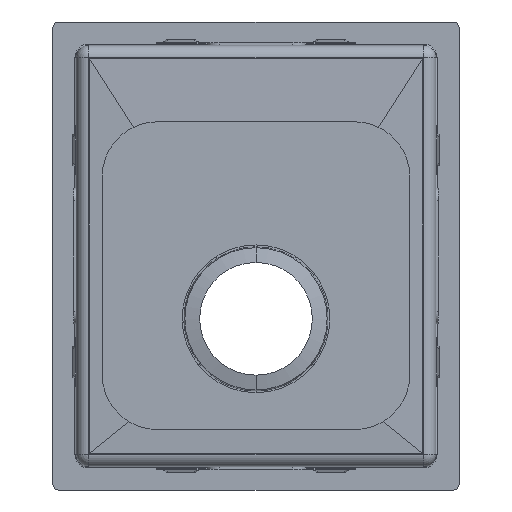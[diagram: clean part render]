
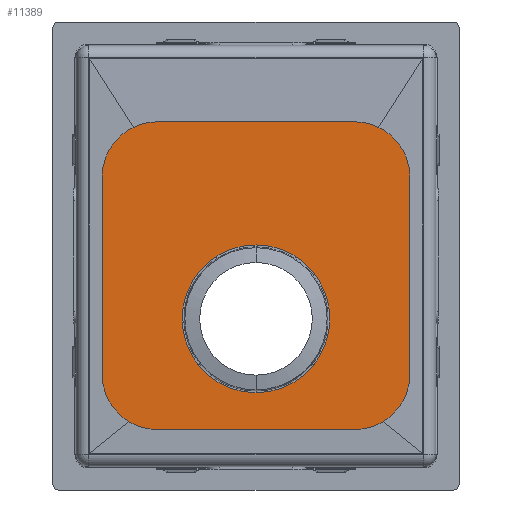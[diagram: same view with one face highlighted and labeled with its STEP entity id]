
A CAD part, front view. The second image highlights one B-rep face of the part: STEP entity #11389.
In plain terms, the highlighted planar face has unit normal (0, -1, 0).
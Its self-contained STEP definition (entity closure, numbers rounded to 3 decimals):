
#506 = EDGE_LOOP ( 'NONE', ( #3087, #6248 ) ) ;
#644 = DIRECTION ( 'NONE',  ( 0., 1., 0. ) ) ;
#788 = DIRECTION ( 'NONE',  ( 0., 1., 0. ) ) ;
#860 = VERTEX_POINT ( 'NONE', #1377 ) ;
#1069 = DIRECTION ( 'NONE',  ( -1., 0., 0. ) ) ;
#1158 = DIRECTION ( 'NONE',  ( -1., 0., 0. ) ) ;
#1377 = CARTESIAN_POINT ( 'NONE',  ( -125., -3.712, -45. ) ) ;
#1451 = EDGE_CURVE ( 'NONE', #10062, #10919, #6109, .T. ) ;
#1541 = CARTESIAN_POINT ( 'NONE',  ( 125., -3.712, 115. ) ) ;
#1573 = AXIS2_PLACEMENT_3D ( 'NONE', #5934, #788, #2981 ) ;
#1741 = CARTESIAN_POINT ( 'NONE',  ( -80., -3.712, 160. ) ) ;
#1930 = ORIENTED_EDGE ( 'NONE', *, *, #2568, .F. ) ;
#2136 = CARTESIAN_POINT ( 'NONE',  ( -125., -3.712, 115. ) ) ;
#2334 = CARTESIAN_POINT ( 'NONE',  ( 125., -3.712, 115. ) ) ;
#2568 = EDGE_CURVE ( 'NONE', #4305, #4196, #8354, .T. ) ;
#2981 = DIRECTION ( 'NONE',  ( 1., 0., 0. ) ) ;
#3087 = ORIENTED_EDGE ( 'NONE', *, *, #4374, .T. ) ;
#3147 = CIRCLE ( 'NONE', #5113, 45. ) ;
#3258 = VECTOR ( 'NONE', #5180, 1000. ) ;
#3350 = DIRECTION ( 'NONE',  ( -1., 0., 0. ) ) ;
#3586 = CARTESIAN_POINT ( 'NONE',  ( 80., -3.712, 160. ) ) ;
#3599 = DIRECTION ( 'NONE',  ( -1., 0., 0. ) ) ;
#3665 = EDGE_CURVE ( 'NONE', #10919, #4789, #13139, .T. ) ;
#3886 = AXIS2_PLACEMENT_3D ( 'NONE', #6691, #5666, #3599 ) ;
#3982 = FACE_BOUND ( 'NONE', #506, .T. ) ;
#4059 = PLANE ( 'NONE',  #8647 ) ;
#4061 = ORIENTED_EDGE ( 'NONE', *, *, #6213, .F. ) ;
#4196 = VERTEX_POINT ( 'NONE', #6451 ) ;
#4305 = VERTEX_POINT ( 'NONE', #6916 ) ;
#4374 = EDGE_CURVE ( 'NONE', #12011, #10809, #8420, .T. ) ;
#4712 = AXIS2_PLACEMENT_3D ( 'NONE', #11433, #9509, #9452 ) ;
#4732 = CARTESIAN_POINT ( 'NONE',  ( 80., -3.712, 115. ) ) ;
#4789 = VERTEX_POINT ( 'NONE', #2334 ) ;
#5113 = AXIS2_PLACEMENT_3D ( 'NONE', #11008, #644, #7717 ) ;
#5180 = DIRECTION ( 'NONE',  ( 0., 0., 1. ) ) ;
#5225 = FACE_OUTER_BOUND ( 'NONE', #7482, .T. ) ;
#5454 = EDGE_CURVE ( 'NONE', #12115, #10062, #9807, .T. ) ;
#5514 = LINE ( 'NONE', #1541, #6678 ) ;
#5666 = DIRECTION ( 'NONE',  ( 0., 1., 0. ) ) ;
#5934 = CARTESIAN_POINT ( 'NONE',  ( -80., -3.712, -45. ) ) ;
#6109 = LINE ( 'NONE', #8096, #9132 ) ;
#6213 = EDGE_CURVE ( 'NONE', #4196, #860, #10591, .T. ) ;
#6248 = ORIENTED_EDGE ( 'NONE', *, *, #10801, .T. ) ;
#6322 = DIRECTION ( 'NONE',  ( 0., 1., 0. ) ) ;
#6385 = CARTESIAN_POINT ( 'NONE',  ( 0., -3.712, 0. ) ) ;
#6451 = CARTESIAN_POINT ( 'NONE',  ( -80., -3.712, -90. ) ) ;
#6678 = VECTOR ( 'NONE', #7781, 1000. ) ;
#6691 = CARTESIAN_POINT ( 'NONE',  ( -80., -3.712, 115. ) ) ;
#6858 = AXIS2_PLACEMENT_3D ( 'NONE', #6385, #9469, #1158 ) ;
#6916 = CARTESIAN_POINT ( 'NONE',  ( 80., -3.712, -90. ) ) ;
#7482 = EDGE_LOOP ( 'NONE', ( #9717, #7841, #7979, #13331, #4061, #1930, #8958, #12344 ) ) ;
#7717 = DIRECTION ( 'NONE',  ( -1., 0., 0. ) ) ;
#7755 = CARTESIAN_POINT ( 'NONE',  ( 125., -3.712, -45. ) ) ;
#7781 = DIRECTION ( 'NONE',  ( 0., 0., -1. ) ) ;
#7841 = ORIENTED_EDGE ( 'NONE', *, *, #1451, .F. ) ;
#7899 = AXIS2_PLACEMENT_3D ( 'NONE', #11598, #6322, #3350 ) ;
#7979 = ORIENTED_EDGE ( 'NONE', *, *, #5454, .F. ) ;
#8096 = CARTESIAN_POINT ( 'NONE',  ( -80., -3.712, 160. ) ) ;
#8354 = LINE ( 'NONE', #10483, #9364 ) ;
#8420 = CIRCLE ( 'NONE', #6858, 60. ) ;
#8647 = AXIS2_PLACEMENT_3D ( 'NONE', #4732, #10230, #13077 ) ;
#8734 = EDGE_CURVE ( 'NONE', #860, #12115, #9290, .T. ) ;
#8958 = ORIENTED_EDGE ( 'NONE', *, *, #13136, .F. ) ;
#9132 = VECTOR ( 'NONE', #9312, 1000. ) ;
#9290 = LINE ( 'NONE', #10292, #3258 ) ;
#9312 = DIRECTION ( 'NONE',  ( 1., 0., 0. ) ) ;
#9364 = VECTOR ( 'NONE', #1069, 1000. ) ;
#9452 = DIRECTION ( 'NONE',  ( -1., 0., 0. ) ) ;
#9469 = DIRECTION ( 'NONE',  ( 0., 1., 0. ) ) ;
#9509 = DIRECTION ( 'NONE',  ( 0., 1., 0. ) ) ;
#9717 = ORIENTED_EDGE ( 'NONE', *, *, #3665, .F. ) ;
#9807 = CIRCLE ( 'NONE', #3886, 45. ) ;
#10062 = VERTEX_POINT ( 'NONE', #1741 ) ;
#10230 = DIRECTION ( 'NONE',  ( 0., 1., 0. ) ) ;
#10292 = CARTESIAN_POINT ( 'NONE',  ( -125., -3.712, 115. ) ) ;
#10483 = CARTESIAN_POINT ( 'NONE',  ( 80., -3.712, -90. ) ) ;
#10591 = CIRCLE ( 'NONE', #1573, 45. ) ;
#10624 = CARTESIAN_POINT ( 'NONE',  ( -60., -3.712, 0. ) ) ;
#10801 = EDGE_CURVE ( 'NONE', #10809, #12011, #11290, .T. ) ;
#10809 = VERTEX_POINT ( 'NONE', #10624 ) ;
#10919 = VERTEX_POINT ( 'NONE', #3586 ) ;
#10931 = EDGE_CURVE ( 'NONE', #4789, #13290, #5514, .T. ) ;
#11008 = CARTESIAN_POINT ( 'NONE',  ( 80., -3.712, -45. ) ) ;
#11290 = CIRCLE ( 'NONE', #4712, 60. ) ;
#11389 = ADVANCED_FACE ( 'NONE', ( #5225, #3982 ), #4059, .F. ) ;
#11433 = CARTESIAN_POINT ( 'NONE',  ( 0., -3.712, 0. ) ) ;
#11598 = CARTESIAN_POINT ( 'NONE',  ( 80., -3.712, 115. ) ) ;
#12011 = VERTEX_POINT ( 'NONE', #12759 ) ;
#12115 = VERTEX_POINT ( 'NONE', #2136 ) ;
#12344 = ORIENTED_EDGE ( 'NONE', *, *, #10931, .F. ) ;
#12759 = CARTESIAN_POINT ( 'NONE',  ( 60., -3.712, 0. ) ) ;
#13077 = DIRECTION ( 'NONE',  ( -1., 0., 0. ) ) ;
#13136 = EDGE_CURVE ( 'NONE', #13290, #4305, #3147, .T. ) ;
#13139 = CIRCLE ( 'NONE', #7899, 45. ) ;
#13290 = VERTEX_POINT ( 'NONE', #7755 ) ;
#13331 = ORIENTED_EDGE ( 'NONE', *, *, #8734, .F. ) ;
